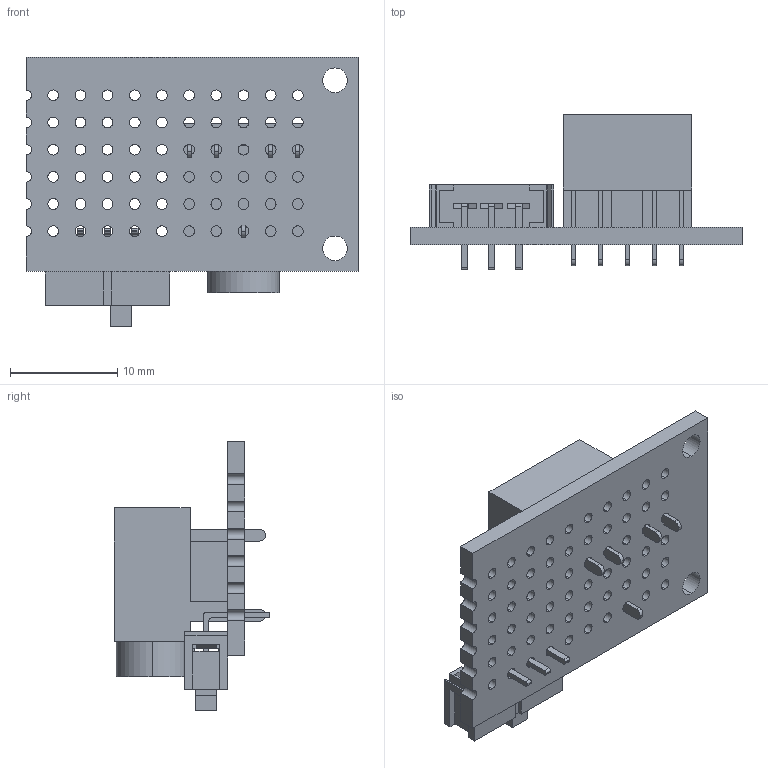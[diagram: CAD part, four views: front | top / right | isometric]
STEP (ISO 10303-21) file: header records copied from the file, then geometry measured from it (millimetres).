
FILE_DESCRIPTION (( 'STEP AP203' ), '1' );
FILE_NAME ('headphone_jack_pcb.step', '2019-10-07T21:43:37', ( '' ), ( '' ), 'SwSTEP 2.0', 'SolidWorks 2017', '' );
FILE_SCHEMA (( 'CONFIG_CONTROL_DESIGN' ));
Length unit declared in the file: inch
Products named in the file (4): cut_2cmX8cm_protoboard; headphone_jack_pcb; right_angle_slide_switch_EG1218; 3.5mm_headphone_jack
Assembly tree (3 placements, depth 2):
  headphone_jack_pcb
    cut_2cmX8cm_protoboard
    3.5mm_headphone_jack
    right_angle_slide_switch_EG1218
Bounding box: 31.02 x 14.55 x 25.17 mm (x, y, z)
Volume: 2375.5 mm3; surface area: 3226.5 mm2
Topology: 6 solids, 6 shells, 369 faces, 1036 edges, 684 vertices
Faces by surface type: plane 213, cylinder 156
Entity records: 12610 total; most frequent: DIRECTION 2098, CARTESIAN_POINT 2095, ORIENTED_EDGE 2072, EDGE_CURVE 1036, LINE 724, VECTOR 724, AXIS2_PLACEMENT_3D 687, VERTEX_POINT 684
